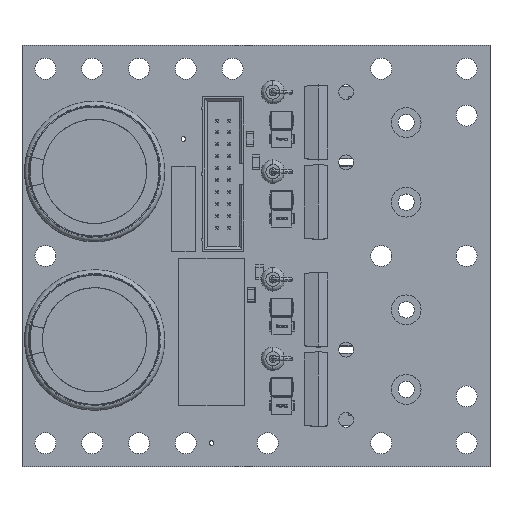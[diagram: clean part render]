
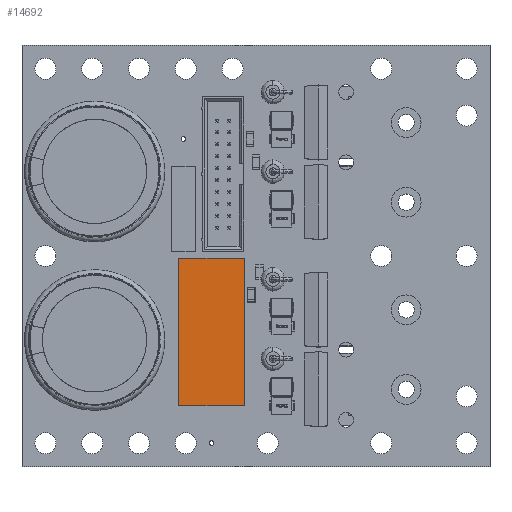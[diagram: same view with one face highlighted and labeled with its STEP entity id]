
A CAD part, top view. The second image highlights one B-rep face of the part: STEP entity #14692.
In plain terms, the highlighted planar face has unit normal (0, 0, 1).
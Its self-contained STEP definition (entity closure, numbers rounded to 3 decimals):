
#14563 = VERTEX_POINT('',#14564);
#14564 = CARTESIAN_POINT('',(7.,15.75,24.5));
#14570 = EDGE_CURVE('',#14563,#14571,#14573,.T.);
#14571 = VERTEX_POINT('',#14572);
#14572 = CARTESIAN_POINT('',(7.,-15.75,24.5));
#14573 = LINE('',#14574,#14575);
#14574 = CARTESIAN_POINT('',(7.,15.75,24.5));
#14575 = VECTOR('',#14576,1.);
#14576 = DIRECTION('',(0.,-1.,0.));
#14601 = EDGE_CURVE('',#14571,#14602,#14604,.T.);
#14602 = VERTEX_POINT('',#14603);
#14603 = CARTESIAN_POINT('',(-7.,-15.75,24.5));
#14604 = LINE('',#14605,#14606);
#14605 = CARTESIAN_POINT('',(7.,-15.75,24.5));
#14606 = VECTOR('',#14607,1.);
#14607 = DIRECTION('',(-1.,0.,0.));
#14632 = EDGE_CURVE('',#14602,#14633,#14635,.T.);
#14633 = VERTEX_POINT('',#14634);
#14634 = CARTESIAN_POINT('',(-7.,15.75,24.5));
#14635 = LINE('',#14636,#14637);
#14636 = CARTESIAN_POINT('',(-7.,-15.75,24.5));
#14637 = VECTOR('',#14638,1.);
#14638 = DIRECTION('',(0.,1.,0.));
#14663 = EDGE_CURVE('',#14633,#14563,#14664,.T.);
#14664 = LINE('',#14665,#14666);
#14665 = CARTESIAN_POINT('',(-7.,15.75,24.5));
#14666 = VECTOR('',#14667,1.);
#14667 = DIRECTION('',(1.,0.,0.));
#14692 = ADVANCED_FACE('',(#14693),#14699,.T.);
#14693 = FACE_BOUND('',#14694,.F.);
#14694 = EDGE_LOOP('',(#14695,#14696,#14697,#14698));
#14695 = ORIENTED_EDGE('',*,*,#14570,.T.);
#14696 = ORIENTED_EDGE('',*,*,#14601,.T.);
#14697 = ORIENTED_EDGE('',*,*,#14632,.T.);
#14698 = ORIENTED_EDGE('',*,*,#14663,.T.);
#14699 = PLANE('',#14700);
#14700 = AXIS2_PLACEMENT_3D('',#14701,#14702,#14703);
#14701 = CARTESIAN_POINT('',(7.,15.75,24.5));
#14702 = DIRECTION('',(0.,0.,1.));
#14703 = DIRECTION('',(1.,0.,0.));
